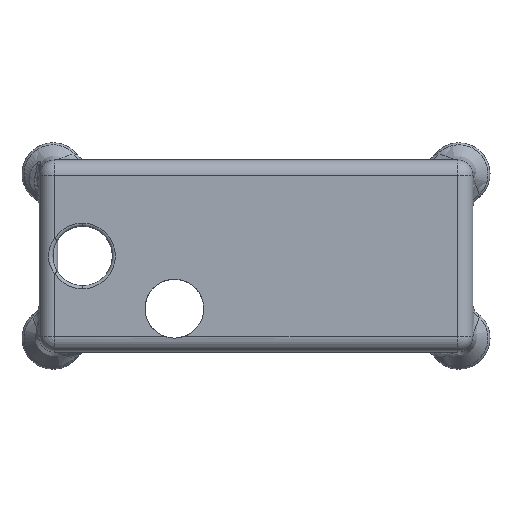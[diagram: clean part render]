
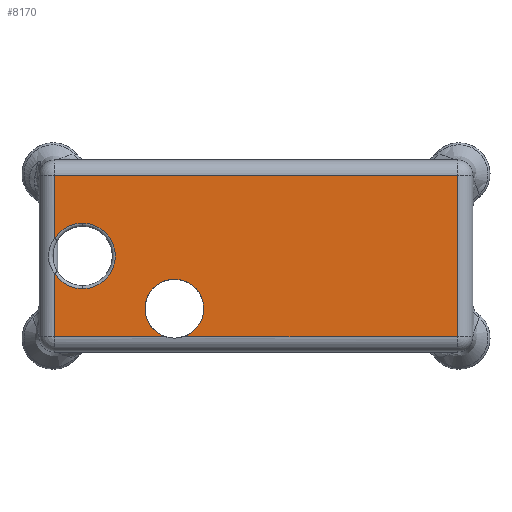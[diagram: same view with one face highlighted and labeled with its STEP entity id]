
A CAD part, front view. The second image highlights one B-rep face of the part: STEP entity #8170.
In plain terms, the highlighted planar face has unit normal (0, -1, 0).
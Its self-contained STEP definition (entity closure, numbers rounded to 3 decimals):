
#6 = LINE ( 'NONE', #13232, #3452 ) ;
#21 = CARTESIAN_POINT ( 'NONE',  ( 5., 0., -36.6 ) ) ;
#59 = CARTESIAN_POINT ( 'NONE',  ( 43.643, 0., -48. ) ) ;
#87 = AXIS2_PLACEMENT_3D ( 'NONE', #59, #328, #10054 ) ;
#208 = CARTESIAN_POINT ( 'NONE',  ( 14., 0., -31. ) ) ;
#328 = DIRECTION ( 'NONE',  ( 0., 1., 0. ) ) ;
#582 = CARTESIAN_POINT ( 'NONE',  ( 43.643, 0., -48. ) ) ;
#782 = EDGE_CURVE ( 'NONE', #5411, #4082, #11079, .T. ) ;
#1102 = ORIENTED_EDGE ( 'NONE', *, *, #8885, .T. ) ;
#1227 = PLANE ( 'NONE',  #9769 ) ;
#1284 = CIRCLE ( 'NONE', #9305, 9.5 ) ;
#1674 = LINE ( 'NONE', #6074, #10059 ) ;
#1695 = EDGE_CURVE ( 'NONE', #3895, #5571, #13310, .T. ) ;
#1745 = DIRECTION ( 'NONE',  ( 0., 0., -1. ) ) ;
#2067 = CARTESIAN_POINT ( 'NONE',  ( 46.685, 0., -57. ) ) ;
#2489 = ORIENTED_EDGE ( 'NONE', *, *, #13522, .T. ) ;
#2575 = EDGE_CURVE ( 'NONE', #10181, #6824, #6304, .T. ) ;
#2588 = EDGE_CURVE ( 'NONE', #6824, #13175, #7307, .T. ) ;
#2714 = ORIENTED_EDGE ( 'NONE', *, *, #2575, .T. ) ;
#2838 = DIRECTION ( 'NONE',  ( 1., 0., 0. ) ) ;
#3002 = DIRECTION ( 'NONE',  ( 0., 1., 0. ) ) ;
#3220 = CARTESIAN_POINT ( 'NONE',  ( 14., 0., -31. ) ) ;
#3262 = VECTOR ( 'NONE', #10776, 1000. ) ;
#3378 = EDGE_CURVE ( 'NONE', #13175, #6291, #13392, .T. ) ;
#3392 = DIRECTION ( 'NONE',  ( -1., 0., 0. ) ) ;
#3426 = AXIS2_PLACEMENT_3D ( 'NONE', #208, #8642, #12086 ) ;
#3452 = VECTOR ( 'NONE', #3392, 1000. ) ;
#3469 = DIRECTION ( 'NONE',  ( 0., 0., 1. ) ) ;
#3895 = VERTEX_POINT ( 'NONE', #4342 ) ;
#4082 = VERTEX_POINT ( 'NONE', #13935 ) ;
#4214 = CARTESIAN_POINT ( 'NONE',  ( 140., 0., -57. ) ) ;
#4227 = ORIENTED_EDGE ( 'NONE', *, *, #14213, .T. ) ;
#4229 = DIRECTION ( 'NONE',  ( 0., 0., -1. ) ) ;
#4342 = CARTESIAN_POINT ( 'NONE',  ( 135., 0., -57. ) ) ;
#4876 = AXIS2_PLACEMENT_3D ( 'NONE', #3220, #9831, #4229 ) ;
#4985 = DIRECTION ( 'NONE',  ( 0., 1., 0. ) ) ;
#5084 = CARTESIAN_POINT ( 'NONE',  ( 14., 0., -31. ) ) ;
#5185 = ORIENTED_EDGE ( 'NONE', *, *, #1695, .T. ) ;
#5210 = CARTESIAN_POINT ( 'NONE',  ( 5., 0., -62. ) ) ;
#5225 = AXIS2_PLACEMENT_3D ( 'NONE', #5084, #3002, #11545 ) ;
#5260 = VECTOR ( 'NONE', #12904, 1000. ) ;
#5411 = VERTEX_POINT ( 'NONE', #10352 ) ;
#5571 = VERTEX_POINT ( 'NONE', #13157 ) ;
#5601 = CARTESIAN_POINT ( 'NONE',  ( 5., 0., -57. ) ) ;
#5796 = LINE ( 'NONE', #7480, #3262 ) ;
#6074 = CARTESIAN_POINT ( 'NONE',  ( 5., 0., -62. ) ) ;
#6291 = VERTEX_POINT ( 'NONE', #12964 ) ;
#6304 = LINE ( 'NONE', #5210, #5260 ) ;
#6307 = ORIENTED_EDGE ( 'NONE', *, *, #12892, .T. ) ;
#6814 = ORIENTED_EDGE ( 'NONE', *, *, #8057, .T. ) ;
#6824 = VERTEX_POINT ( 'NONE', #5601 ) ;
#7307 = LINE ( 'NONE', #4214, #10774 ) ;
#7480 = CARTESIAN_POINT ( 'NONE',  ( 140., 0., -57. ) ) ;
#7555 = CARTESIAN_POINT ( 'NONE',  ( 14., 0., -41.6 ) ) ;
#7697 = DIRECTION ( 'NONE',  ( 0., -1., 0. ) ) ;
#8057 = EDGE_CURVE ( 'NONE', #6291, #10760, #1284, .T. ) ;
#8170 = ADVANCED_FACE ( 'NONE', ( #11136 ), #1227, .T. ) ;
#8221 = ORIENTED_EDGE ( 'NONE', *, *, #782, .T. ) ;
#8642 = DIRECTION ( 'NONE',  ( 0., 1., 0. ) ) ;
#8885 = EDGE_CURVE ( 'NONE', #13771, #5411, #1674, .T. ) ;
#9305 = AXIS2_PLACEMENT_3D ( 'NONE', #582, #4985, #11586 ) ;
#9769 = AXIS2_PLACEMENT_3D ( 'NONE', #11000, #7697, #13155 ) ;
#9831 = DIRECTION ( 'NONE',  ( 0., 1., 0. ) ) ;
#10054 = DIRECTION ( 'NONE',  ( 0., 0., 1. ) ) ;
#10059 = VECTOR ( 'NONE', #1745, 1000. ) ;
#10181 = VERTEX_POINT ( 'NONE', #21 ) ;
#10352 = CARTESIAN_POINT ( 'NONE',  ( 5., 0., -25.4 ) ) ;
#10760 = VERTEX_POINT ( 'NONE', #2067 ) ;
#10774 = VECTOR ( 'NONE', #2838, 1000. ) ;
#10776 = DIRECTION ( 'NONE',  ( 1., 0., 0. ) ) ;
#11000 = CARTESIAN_POINT ( 'NONE',  ( 0., 0., 0. ) ) ;
#11079 = CIRCLE ( 'NONE', #4876, 10.6 ) ;
#11136 = FACE_OUTER_BOUND ( 'NONE', #13521, .T. ) ;
#11199 = CIRCLE ( 'NONE', #5225, 10.6 ) ;
#11545 = DIRECTION ( 'NONE',  ( 0., 0., -1. ) ) ;
#11586 = DIRECTION ( 'NONE',  ( 0., 0., 1. ) ) ;
#12025 = EDGE_CURVE ( 'NONE', #10760, #3895, #5796, .T. ) ;
#12086 = DIRECTION ( 'NONE',  ( 0., 0., -1. ) ) ;
#12892 = EDGE_CURVE ( 'NONE', #13223, #10181, #13965, .T. ) ;
#12904 = DIRECTION ( 'NONE',  ( 0., 0., -1. ) ) ;
#12964 = CARTESIAN_POINT ( 'NONE',  ( 43.643, 0., -38.5 ) ) ;
#13051 = ORIENTED_EDGE ( 'NONE', *, *, #12025, .T. ) ;
#13064 = CARTESIAN_POINT ( 'NONE',  ( 5., 0., -5. ) ) ;
#13155 = DIRECTION ( 'NONE',  ( 0., 0., -1. ) ) ;
#13157 = CARTESIAN_POINT ( 'NONE',  ( 135., 0., -5. ) ) ;
#13175 = VERTEX_POINT ( 'NONE', #14072 ) ;
#13223 = VERTEX_POINT ( 'NONE', #7555 ) ;
#13232 = CARTESIAN_POINT ( 'NONE',  ( 0., 0., -5. ) ) ;
#13310 = LINE ( 'NONE', #13440, #13583 ) ;
#13392 = CIRCLE ( 'NONE', #87, 9.5 ) ;
#13440 = CARTESIAN_POINT ( 'NONE',  ( 135., 0., 0. ) ) ;
#13521 = EDGE_LOOP ( 'NONE', ( #1102, #8221, #2489, #6307, #2714, #14215, #14172, #6814, #13051, #5185, #4227 ) ) ;
#13522 = EDGE_CURVE ( 'NONE', #4082, #13223, #11199, .T. ) ;
#13583 = VECTOR ( 'NONE', #3469, 1000. ) ;
#13771 = VERTEX_POINT ( 'NONE', #13064 ) ;
#13935 = CARTESIAN_POINT ( 'NONE',  ( 14., 0., -20.4 ) ) ;
#13965 = CIRCLE ( 'NONE', #3426, 10.6 ) ;
#14072 = CARTESIAN_POINT ( 'NONE',  ( 40.602, 0., -57. ) ) ;
#14172 = ORIENTED_EDGE ( 'NONE', *, *, #3378, .T. ) ;
#14213 = EDGE_CURVE ( 'NONE', #5571, #13771, #6, .T. ) ;
#14215 = ORIENTED_EDGE ( 'NONE', *, *, #2588, .T. ) ;
